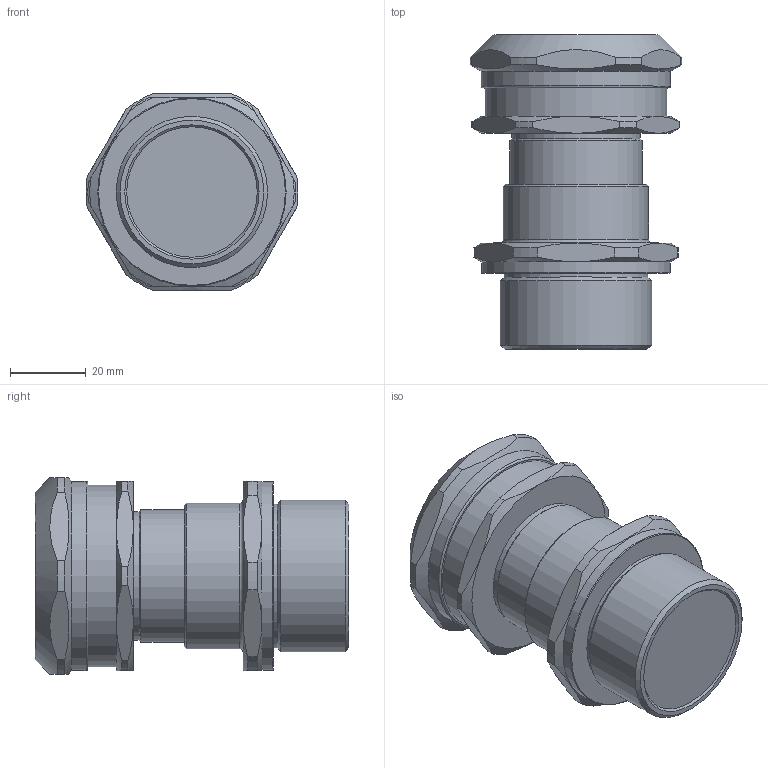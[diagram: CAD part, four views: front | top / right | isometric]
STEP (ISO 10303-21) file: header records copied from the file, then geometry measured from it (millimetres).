
FILE_DESCRIPTION(/* description */ (''),/* implementation_level */ '2;1');
FILE_NAME(/* name */ '',/* time_stamp */ '2023-11-27T08:02:55+07:00',/* author */ ('zeta-09'),/* organization */ (''),/* preprocessor_version */ 'ST-DEVELOPER v19.2',/* originating_system */ 'Autodesk Inventor 2024',/* authorisation */ '');
FILE_SCHEMA (('AUTOMOTIVE_DESIGN { 1 0 10303 214 3 1 1 }'));
Length unit declared in the file: millimetre
Products named in the file (1): Деталь1
Bounding box: 55.97 x 83 x 52 mm (x, y, z)
Volume: 122386.3 mm3; surface area: 18122 mm2
Topology: 1 solids, 1 shells, 80 faces, 190 edges, 120 vertices
Faces by surface type: plane 28, cylinder 27, cone 22, torus 3
Full cylindrical faces by diameter (mm): 34 x1, 35 x1, 38 x1, 38.4 x1, 40 x1, 41 x1, 48 x1, 49.8 x1, 50 x1
Entity records: 2403 total; most frequent: CARTESIAN_POINT 487, DIRECTION 391, ORIENTED_EDGE 380, EDGE_CURVE 190, AXIS2_PLACEMENT_3D 168, VERTEX_POINT 120, EDGE_LOOP 88, CIRCLE 87
